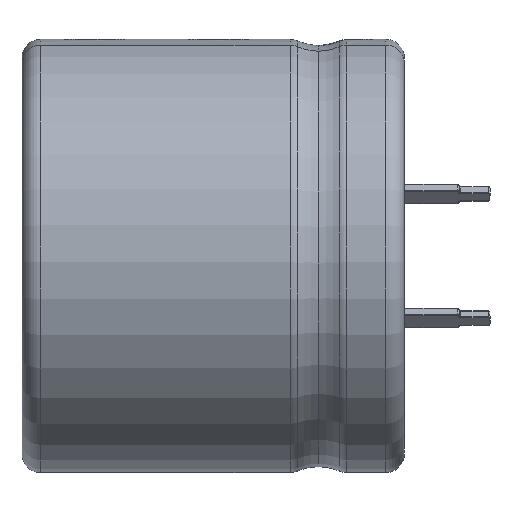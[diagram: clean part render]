
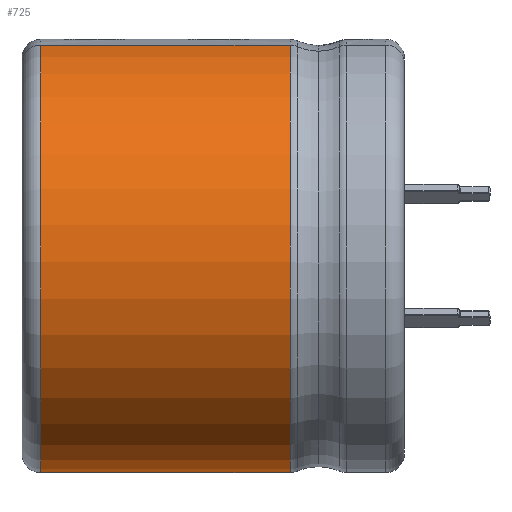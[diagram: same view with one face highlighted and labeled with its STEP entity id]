
A CAD part, left-side view. The second image highlights one B-rep face of the part: STEP entity #725.
In plain terms, the highlighted cylindrical face has radius 17.5 mm (diameter 35 mm), a partial arc.
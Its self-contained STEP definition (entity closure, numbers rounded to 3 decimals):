
#95 = VECTOR ( 'NONE', #3220, 1000. ) ;
#449 = ORIENTED_EDGE ( 'NONE', *, *, #5654, .T. ) ;
#475 = VECTOR ( 'NONE', #1892, 1000. ) ;
#725 = ADVANCED_FACE ( 'NONE', ( #4209 ), #1165, .T. ) ;
#1165 = CYLINDRICAL_SURFACE ( 'NONE', #6318, 17.5 ) ;
#1182 = DIRECTION ( 'NONE',  ( 0., -1., 0. ) ) ;
#1284 = CIRCLE ( 'NONE', #4322, 17.5 ) ;
#1290 = DIRECTION ( 'NONE',  ( 0., 0., -1. ) ) ;
#1532 = CARTESIAN_POINT ( 'NONE',  ( 0., 29.392, 0. ) ) ;
#1721 = DIRECTION ( 'NONE',  ( 0., 0., -1. ) ) ;
#1867 = ORIENTED_EDGE ( 'NONE', *, *, #2703, .F. ) ;
#1892 = DIRECTION ( 'NONE',  ( 0., 1., 0. ) ) ;
#1948 = VERTEX_POINT ( 'NONE', #5616 ) ;
#2076 = DIRECTION ( 'NONE',  ( 0., 0., -1. ) ) ;
#2360 = VERTEX_POINT ( 'NONE', #6917 ) ;
#2674 = EDGE_CURVE ( 'NONE', #4490, #5588, #3330, .T. ) ;
#2676 = CARTESIAN_POINT ( 'NONE',  ( -4., 0., -17.037 ) ) ;
#2703 = EDGE_CURVE ( 'NONE', #4490, #1948, #4783, .T. ) ;
#3015 = ORIENTED_EDGE ( 'NONE', *, *, #2674, .T. ) ;
#3220 = DIRECTION ( 'NONE',  ( 0., -1., 0. ) ) ;
#3330 = LINE ( 'NONE', #5971, #475 ) ;
#3534 = EDGE_LOOP ( 'NONE', ( #1867, #3015, #6611, #449 ) ) ;
#3674 = CARTESIAN_POINT ( 'NONE',  ( 4., 29.392, -17.037 ) ) ;
#3976 = CARTESIAN_POINT ( 'NONE',  ( 0., 0., 0. ) ) ;
#4209 = FACE_OUTER_BOUND ( 'NONE', #3534, .T. ) ;
#4322 = AXIS2_PLACEMENT_3D ( 'NONE', #1532, #5318, #2076 ) ;
#4490 = VERTEX_POINT ( 'NONE', #4735 ) ;
#4735 = CARTESIAN_POINT ( 'NONE',  ( 4., 9.227, -17.037 ) ) ;
#4783 = CIRCLE ( 'NONE', #6619, 17.5 ) ;
#5318 = DIRECTION ( 'NONE',  ( 0., -1., 0. ) ) ;
#5396 = CARTESIAN_POINT ( 'NONE',  ( 0., 9.227, 0. ) ) ;
#5575 = EDGE_CURVE ( 'NONE', #5588, #2360, #1284, .T. ) ;
#5588 = VERTEX_POINT ( 'NONE', #3674 ) ;
#5616 = CARTESIAN_POINT ( 'NONE',  ( -4., 9.227, -17.037 ) ) ;
#5654 = EDGE_CURVE ( 'NONE', #2360, #1948, #5668, .T. ) ;
#5668 = LINE ( 'NONE', #2676, #95 ) ;
#5815 = DIRECTION ( 'NONE',  ( 0., -1., 0. ) ) ;
#5971 = CARTESIAN_POINT ( 'NONE',  ( 4., 0., -17.037 ) ) ;
#6318 = AXIS2_PLACEMENT_3D ( 'NONE', #3976, #5815, #1290 ) ;
#6611 = ORIENTED_EDGE ( 'NONE', *, *, #5575, .T. ) ;
#6619 = AXIS2_PLACEMENT_3D ( 'NONE', #5396, #1182, #1721 ) ;
#6917 = CARTESIAN_POINT ( 'NONE',  ( -4., 29.392, -17.037 ) ) ;
